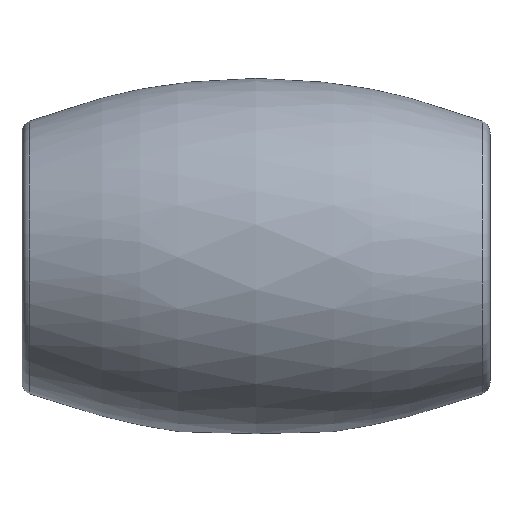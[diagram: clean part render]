
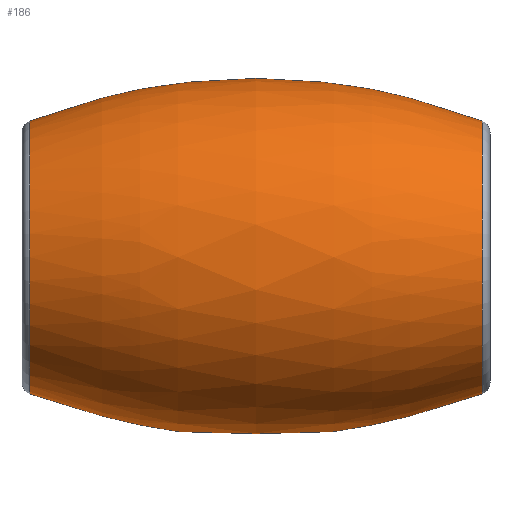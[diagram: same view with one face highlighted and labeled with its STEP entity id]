
A CAD part, top view. The second image highlights one B-rep face of the part: STEP entity #186.
In plain terms, the highlighted free-form (B-spline) face has degree [2, 2] with [3, 9] control points.
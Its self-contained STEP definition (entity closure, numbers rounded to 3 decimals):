
#15=(
BOUNDED_SURFACE()
B_SPLINE_SURFACE(2,2,((#351,#352,#353,#354,#355,#356,#357,#358,#359),(#360,
#361,#362,#363,#364,#365,#366,#367,#368),(#369,#370,#371,#372,#373,#374,
#375,#376,#377)),.UNSPECIFIED.,.F.,.T.,.F.)
B_SPLINE_SURFACE_WITH_KNOTS((3,3),(3,2,2,2,3),(-0.373,0.373),
(-3.142,-1.571,0.,1.571,3.142),
 .UNSPECIFIED.)
GEOMETRIC_REPRESENTATION_ITEM()
RATIONAL_B_SPLINE_SURFACE(((1.,0.707,1.,0.707,1.,
0.707,1.,0.707,1.),(0.931,0.658,
0.931,0.658,0.931,0.658,
0.931,0.658,0.931),(1.,0.707,
1.,0.707,1.,0.707,1.,0.707,1.)))
REPRESENTATION_ITEM('')
SURFACE()
);
#40=FACE_OUTER_BOUND('',#58,.T.);
#58=EDGE_LOOP('',(#159,#160,#161,#162));
#84=CIRCLE('',#233,11.418);
#87=CIRCLE('',#236,11.418);
#88=CIRCLE('',#237,52.);
#101=VERTEX_POINT('',#346);
#103=VERTEX_POINT('',#378);
#120=EDGE_CURVE('',#101,#101,#84,.T.);
#123=EDGE_CURVE('',#103,#103,#87,.T.);
#124=EDGE_CURVE('',#103,#101,#88,.T.);
#159=ORIENTED_EDGE('',*,*,#123,.F.);
#160=ORIENTED_EDGE('',*,*,#124,.T.);
#161=ORIENTED_EDGE('',*,*,#120,.F.);
#162=ORIENTED_EDGE('',*,*,#124,.F.);
#186=ADVANCED_FACE('',(#40),#15,.F.);
#233=AXIS2_PLACEMENT_3D('',#347,#290,#291);
#236=AXIS2_PLACEMENT_3D('',#379,#296,#297);
#237=AXIS2_PLACEMENT_3D('',#380,#298,#299);
#290=DIRECTION('center_axis',(1.,0.,0.));
#291=DIRECTION('ref_axis',(0.,-1.,0.));
#296=DIRECTION('center_axis',(-1.,0.,0.));
#297=DIRECTION('ref_axis',(0.,-1.,0.));
#298=DIRECTION('center_axis',(0.,-1.,0.));
#299=DIRECTION('ref_axis',(0.,0.,-1.));
#346=CARTESIAN_POINT('',(18.965,37.,-11.418));
#347=CARTESIAN_POINT('Origin',(18.965,37.,0.));
#351=CARTESIAN_POINT('Ctrl Pts',(18.965,37.,-11.418));
#352=CARTESIAN_POINT('Ctrl Pts',(18.965,25.582,-11.418));
#353=CARTESIAN_POINT('Ctrl Pts',(18.965,25.582,0.));
#354=CARTESIAN_POINT('Ctrl Pts',(18.965,25.582,11.418));
#355=CARTESIAN_POINT('Ctrl Pts',(18.965,37.,11.418));
#356=CARTESIAN_POINT('Ctrl Pts',(18.965,48.418,11.418));
#357=CARTESIAN_POINT('Ctrl Pts',(18.965,48.418,0.));
#358=CARTESIAN_POINT('Ctrl Pts',(18.965,48.418,-11.418));
#359=CARTESIAN_POINT('Ctrl Pts',(18.965,37.,-11.418));
#360=CARTESIAN_POINT('Ctrl Pts',(0.,37.,-18.847));
#361=CARTESIAN_POINT('Ctrl Pts',(0.,18.153,
-18.847));
#362=CARTESIAN_POINT('Ctrl Pts',(0.,18.153,
0.));
#363=CARTESIAN_POINT('Ctrl Pts',(0.,18.153,
18.847));
#364=CARTESIAN_POINT('Ctrl Pts',(0.,37.,18.847));
#365=CARTESIAN_POINT('Ctrl Pts',(0.,55.847,
18.847));
#366=CARTESIAN_POINT('Ctrl Pts',(0.,55.847,
0.));
#367=CARTESIAN_POINT('Ctrl Pts',(0.,55.847,
-18.847));
#368=CARTESIAN_POINT('Ctrl Pts',(0.,37.,-18.847));
#369=CARTESIAN_POINT('Ctrl Pts',(-18.965,37.,-11.418));
#370=CARTESIAN_POINT('Ctrl Pts',(-18.965,25.582,-11.418));
#371=CARTESIAN_POINT('Ctrl Pts',(-18.965,25.582,0.));
#372=CARTESIAN_POINT('Ctrl Pts',(-18.965,25.582,11.418));
#373=CARTESIAN_POINT('Ctrl Pts',(-18.965,37.,11.418));
#374=CARTESIAN_POINT('Ctrl Pts',(-18.965,48.418,11.418));
#375=CARTESIAN_POINT('Ctrl Pts',(-18.965,48.418,0.));
#376=CARTESIAN_POINT('Ctrl Pts',(-18.965,48.418,-11.418));
#377=CARTESIAN_POINT('Ctrl Pts',(-18.965,37.,-11.418));
#378=CARTESIAN_POINT('',(-18.965,37.,-11.418));
#379=CARTESIAN_POINT('Origin',(-18.965,37.,0.));
#380=CARTESIAN_POINT('Origin',(0.,37.,37.));
